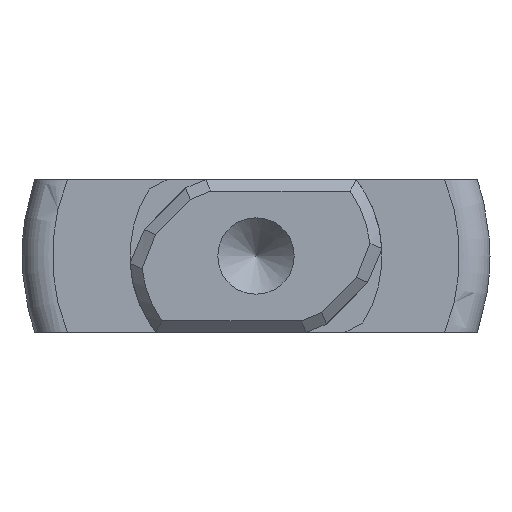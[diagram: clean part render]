
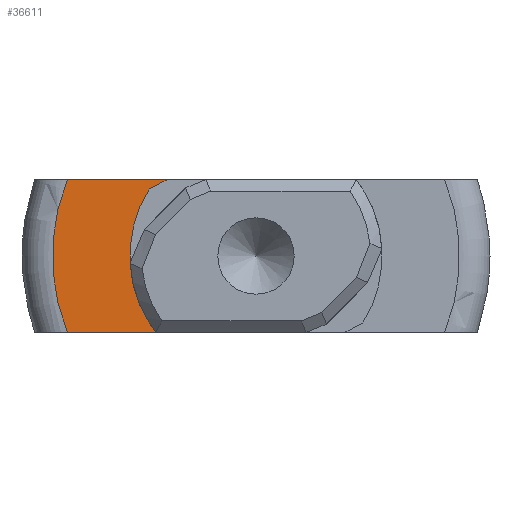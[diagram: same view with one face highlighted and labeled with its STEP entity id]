
A CAD part, left-side view. The second image highlights one B-rep face of the part: STEP entity #36611.
In plain terms, the highlighted planar face has unit normal (-1, 0, 0).
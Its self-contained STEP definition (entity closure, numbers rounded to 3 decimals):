
#722 = PLANE('',#723);
#723 = AXIS2_PLACEMENT_3D('',#724,#725,#726);
#724 = CARTESIAN_POINT('',(-6.25,-6.25,2.));
#725 = DIRECTION('',(0.,0.,1.));
#726 = DIRECTION('',(0.,1.,0.));
#15360 = VERTEX_POINT('',#15361);
#15361 = CARTESIAN_POINT('',(0.,4.94,2.));
#15395 = TOROIDAL_SURFACE('',#15396,5.329,0.8);
#15396 = AXIS2_PLACEMENT_3D('',#15397,#15398,#15399);
#15397 = CARTESIAN_POINT('',(0.8,0.,0.));
#15398 = DIRECTION('',(1.,0.,0.));
#15399 = DIRECTION('',(0.,0.,-1.));
#15429 = EDGE_CURVE('',#15360,#15430,#15432,.T.);
#15430 = VERTEX_POINT('',#15431);
#15431 = CARTESIAN_POINT('',(0.,2.327,2.));
#15432 = SURFACE_CURVE('',#15433,(#15437,#15444),.PCURVE_S1.);
#15433 = LINE('',#15434,#15435);
#15434 = CARTESIAN_POINT('',(0.,5.79,2.));
#15435 = VECTOR('',#15436,1.);
#15436 = DIRECTION('',(0.,-1.,0.));
#15437 = PCURVE('',#722,#15438);
#15438 = DEFINITIONAL_REPRESENTATION('',(#15439),#15443);
#15439 = LINE('',#15440,#15441);
#15440 = CARTESIAN_POINT('',(12.04,-6.25));
#15441 = VECTOR('',#15442,1.);
#15442 = DIRECTION('',(-1.,-0.));
#15443 = ( GEOMETRIC_REPRESENTATION_CONTEXT(2) 
PARAMETRIC_REPRESENTATION_CONTEXT() REPRESENTATION_CONTEXT('2D SPACE',''
  ) );
#15444 = PCURVE('',#15445,#15450);
#15445 = PLANE('',#15446);
#15446 = AXIS2_PLACEMENT_3D('',#15447,#15448,#15449);
#15447 = CARTESIAN_POINT('',(0.,5.329,
    0.));
#15448 = DIRECTION('',(-1.,0.,0.));
#15449 = DIRECTION('',(0.,0.,1.));
#15450 = DEFINITIONAL_REPRESENTATION('',(#15451),#15455);
#15451 = LINE('',#15452,#15453);
#15452 = CARTESIAN_POINT('',(2.,0.46));
#15453 = VECTOR('',#15454,1.);
#15454 = DIRECTION('',(0.,-1.));
#15455 = ( GEOMETRIC_REPRESENTATION_CONTEXT(2) 
PARAMETRIC_REPRESENTATION_CONTEXT() REPRESENTATION_CONTEXT('2D SPACE',''
  ) );
#15473 = PLANE('',#15474);
#15474 = AXIS2_PLACEMENT_3D('',#15475,#15476,#15477);
#15475 = CARTESIAN_POINT('',(-25.813,2.561,1.878));
#15476 = DIRECTION('',(0.,0.464,0.886
    ));
#15477 = DIRECTION('',(1.,0.,0.));
#32803 = PLANE('',#32804);
#32804 = AXIS2_PLACEMENT_3D('',#32805,#32806,#32807);
#32805 = CARTESIAN_POINT('',(-6.25,6.25,-2.));
#32806 = DIRECTION('',(0.,0.,-1.));
#32807 = DIRECTION('',(0.,-1.,0.));
#34892 = PLANE('',#34893);
#34893 = AXIS2_PLACEMENT_3D('',#34894,#34895,#34896);
#34894 = CARTESIAN_POINT('',(-25.813,2.561,-1.878));
#34895 = DIRECTION('',(0.,0.464,
    -0.886));
#34896 = DIRECTION('',(-1.,0.,0.));
#34912 = VERTEX_POINT('',#34913);
#34913 = CARTESIAN_POINT('',(0.,2.795,
    -1.755));
#34927 = CYLINDRICAL_SURFACE('',#34928,3.3);
#34928 = AXIS2_PLACEMENT_3D('',#34929,#34930,#34931);
#34929 = CARTESIAN_POINT('',(-25.813,0.,
    0.));
#34930 = DIRECTION('',(1.,0.,0.));
#34931 = DIRECTION('',(0.,1.,0.));
#34939 = EDGE_CURVE('',#34940,#34912,#34942,.T.);
#34940 = VERTEX_POINT('',#34941);
#34941 = CARTESIAN_POINT('',(0.,2.327,-2.));
#34942 = SURFACE_CURVE('',#34943,(#34947,#34954),.PCURVE_S1.);
#34943 = LINE('',#34944,#34945);
#34944 = CARTESIAN_POINT('',(0.,4.033,-1.107));
#34945 = VECTOR('',#34946,1.);
#34946 = DIRECTION('',(0.,0.886,0.464
    ));
#34947 = PCURVE('',#34892,#34948);
#34948 = DEFINITIONAL_REPRESENTATION('',(#34949),#34953);
#34949 = LINE('',#34950,#34951);
#34950 = CARTESIAN_POINT('',(-25.813,1.662));
#34951 = VECTOR('',#34952,1.);
#34952 = DIRECTION('',(0.,1.));
#34953 = ( GEOMETRIC_REPRESENTATION_CONTEXT(2) 
PARAMETRIC_REPRESENTATION_CONTEXT() REPRESENTATION_CONTEXT('2D SPACE',''
  ) );
#34954 = PCURVE('',#15445,#34955);
#34955 = DEFINITIONAL_REPRESENTATION('',(#34956),#34960);
#34956 = LINE('',#34957,#34958);
#34957 = CARTESIAN_POINT('',(-1.107,-1.296));
#34958 = VECTOR('',#34959,1.);
#34959 = DIRECTION('',(0.464,0.886));
#34960 = ( GEOMETRIC_REPRESENTATION_CONTEXT(2) 
PARAMETRIC_REPRESENTATION_CONTEXT() REPRESENTATION_CONTEXT('2D SPACE',''
  ) );
#35448 = EDGE_CURVE('',#34940,#35449,#35451,.T.);
#35449 = VERTEX_POINT('',#35450);
#35450 = CARTESIAN_POINT('',(0.,4.94,-2.));
#35451 = SURFACE_CURVE('',#35452,(#35456,#35463),.PCURVE_S1.);
#35452 = LINE('',#35453,#35454);
#35453 = CARTESIAN_POINT('',(0.,-0.46,-2.));
#35454 = VECTOR('',#35455,1.);
#35455 = DIRECTION('',(0.,1.,0.));
#35456 = PCURVE('',#32803,#35457);
#35457 = DEFINITIONAL_REPRESENTATION('',(#35458),#35462);
#35458 = LINE('',#35459,#35460);
#35459 = CARTESIAN_POINT('',(6.71,-6.25));
#35460 = VECTOR('',#35461,1.);
#35461 = DIRECTION('',(-1.,-0.));
#35462 = ( GEOMETRIC_REPRESENTATION_CONTEXT(2) 
PARAMETRIC_REPRESENTATION_CONTEXT() REPRESENTATION_CONTEXT('2D SPACE',''
  ) );
#35463 = PCURVE('',#15445,#35464);
#35464 = DEFINITIONAL_REPRESENTATION('',(#35465),#35469);
#35465 = LINE('',#35466,#35467);
#35466 = CARTESIAN_POINT('',(-2.,-5.79));
#35467 = VECTOR('',#35468,1.);
#35468 = DIRECTION('',(0.,1.));
#35469 = ( GEOMETRIC_REPRESENTATION_CONTEXT(2) 
PARAMETRIC_REPRESENTATION_CONTEXT() REPRESENTATION_CONTEXT('2D SPACE',''
  ) );
#36092 = EDGE_CURVE('',#36093,#15430,#36095,.T.);
#36093 = VERTEX_POINT('',#36094);
#36094 = CARTESIAN_POINT('',(0.,2.795,
    1.755));
#36095 = SURFACE_CURVE('',#36096,(#36100,#36107),.PCURVE_S1.);
#36096 = LINE('',#36097,#36098);
#36097 = CARTESIAN_POINT('',(0.,4.033,1.107));
#36098 = VECTOR('',#36099,1.);
#36099 = DIRECTION('',(0.,-0.886,
    0.464));
#36100 = PCURVE('',#15473,#36101);
#36101 = DEFINITIONAL_REPRESENTATION('',(#36102),#36106);
#36102 = LINE('',#36103,#36104);
#36103 = CARTESIAN_POINT('',(25.813,1.662));
#36104 = VECTOR('',#36105,1.);
#36105 = DIRECTION('',(0.,-1.));
#36106 = ( GEOMETRIC_REPRESENTATION_CONTEXT(2) 
PARAMETRIC_REPRESENTATION_CONTEXT() REPRESENTATION_CONTEXT('2D SPACE',''
  ) );
#36107 = PCURVE('',#15445,#36108);
#36108 = DEFINITIONAL_REPRESENTATION('',(#36109),#36113);
#36109 = LINE('',#36110,#36111);
#36110 = CARTESIAN_POINT('',(1.107,-1.296));
#36111 = VECTOR('',#36112,1.);
#36112 = DIRECTION('',(0.464,-0.886));
#36113 = ( GEOMETRIC_REPRESENTATION_CONTEXT(2) 
PARAMETRIC_REPRESENTATION_CONTEXT() REPRESENTATION_CONTEXT('2D SPACE',''
  ) );
#36142 = EDGE_CURVE('',#34912,#36093,#36143,.T.);
#36143 = SURFACE_CURVE('',#36144,(#36149,#36156),.PCURVE_S1.);
#36144 = CIRCLE('',#36145,3.3);
#36145 = AXIS2_PLACEMENT_3D('',#36146,#36147,#36148);
#36146 = CARTESIAN_POINT('',(0.,0.,
    0.));
#36147 = DIRECTION('',(1.,0.,0.));
#36148 = DIRECTION('',(0.,0.,1.));
#36149 = PCURVE('',#34927,#36150);
#36150 = DEFINITIONAL_REPRESENTATION('',(#36151),#36155);
#36151 = LINE('',#36152,#36153);
#36152 = CARTESIAN_POINT('',(1.571,25.813));
#36153 = VECTOR('',#36154,1.);
#36154 = DIRECTION('',(1.,0.));
#36155 = ( GEOMETRIC_REPRESENTATION_CONTEXT(2) 
PARAMETRIC_REPRESENTATION_CONTEXT() REPRESENTATION_CONTEXT('2D SPACE',''
  ) );
#36156 = PCURVE('',#15445,#36157);
#36157 = DEFINITIONAL_REPRESENTATION('',(#36158),#36166);
#36158 = ( BOUNDED_CURVE() B_SPLINE_CURVE(2,(#36159,#36160,#36161,#36162
    ,#36163,#36164,#36165),.UNSPECIFIED.,.T.,.F.) 
B_SPLINE_CURVE_WITH_KNOTS((1,2,2,2,2,1),(-2.094,0.,
    2.094,4.189,6.283,8.378),
.UNSPECIFIED.) CURVE() GEOMETRIC_REPRESENTATION_ITEM() 
RATIONAL_B_SPLINE_CURVE((1.,0.5,1.,0.5,1.,0.5,1.)) REPRESENTATION_ITEM(
  '') );
#36159 = CARTESIAN_POINT('',(3.3,-5.329));
#36160 = CARTESIAN_POINT('',(3.3,-11.045));
#36161 = CARTESIAN_POINT('',(-1.65,-8.187));
#36162 = CARTESIAN_POINT('',(-6.6,-5.329));
#36163 = CARTESIAN_POINT('',(-1.65,-2.471));
#36164 = CARTESIAN_POINT('',(3.3,0.387));
#36165 = CARTESIAN_POINT('',(3.3,-5.329));
#36166 = ( GEOMETRIC_REPRESENTATION_CONTEXT(2) 
PARAMETRIC_REPRESENTATION_CONTEXT() REPRESENTATION_CONTEXT('2D SPACE',''
  ) );
#36611 = ADVANCED_FACE('',(#36612),#15445,.T.);
#36612 = FACE_BOUND('',#36613,.T.);
#36613 = EDGE_LOOP('',(#36614,#36615,#36616,#36617,#36643,#36644));
#36614 = ORIENTED_EDGE('',*,*,#36142,.T.);
#36615 = ORIENTED_EDGE('',*,*,#36092,.T.);
#36616 = ORIENTED_EDGE('',*,*,#15429,.F.);
#36617 = ORIENTED_EDGE('',*,*,#36618,.F.);
#36618 = EDGE_CURVE('',#35449,#15360,#36619,.T.);
#36619 = SURFACE_CURVE('',#36620,(#36625,#36636),.PCURVE_S1.);
#36620 = CIRCLE('',#36621,5.329);
#36621 = AXIS2_PLACEMENT_3D('',#36622,#36623,#36624);
#36622 = CARTESIAN_POINT('',(0.,0.,0.)
  );
#36623 = DIRECTION('',(1.,0.,0.));
#36624 = DIRECTION('',(0.,0.,1.));
#36625 = PCURVE('',#15445,#36626);
#36626 = DEFINITIONAL_REPRESENTATION('',(#36627),#36635);
#36627 = ( BOUNDED_CURVE() B_SPLINE_CURVE(2,(#36628,#36629,#36630,#36631
    ,#36632,#36633,#36634),.UNSPECIFIED.,.T.,.F.) 
B_SPLINE_CURVE_WITH_KNOTS((1,2,2,2,2,1),(-2.094,0.,
    2.094,4.189,6.283,8.378),
.UNSPECIFIED.) CURVE() GEOMETRIC_REPRESENTATION_ITEM() 
RATIONAL_B_SPLINE_CURVE((1.,0.5,1.,0.5,1.,0.5,1.)) REPRESENTATION_ITEM(
  '') );
#36628 = CARTESIAN_POINT('',(5.329,-5.329));
#36629 = CARTESIAN_POINT('',(5.329,-14.56));
#36630 = CARTESIAN_POINT('',(-2.665,-9.945));
#36631 = CARTESIAN_POINT('',(-10.659,-5.329));
#36632 = CARTESIAN_POINT('',(-2.665,-0.714));
#36633 = CARTESIAN_POINT('',(5.329,3.901));
#36634 = CARTESIAN_POINT('',(5.329,-5.329));
#36635 = ( GEOMETRIC_REPRESENTATION_CONTEXT(2) 
PARAMETRIC_REPRESENTATION_CONTEXT() REPRESENTATION_CONTEXT('2D SPACE',''
  ) );
#36636 = PCURVE('',#15395,#36637);
#36637 = DEFINITIONAL_REPRESENTATION('',(#36638),#36642);
#36638 = LINE('',#36639,#36640);
#36639 = CARTESIAN_POINT('',(-3.142,4.712));
#36640 = VECTOR('',#36641,1.);
#36641 = DIRECTION('',(1.,0.));
#36642 = ( GEOMETRIC_REPRESENTATION_CONTEXT(2) 
PARAMETRIC_REPRESENTATION_CONTEXT() REPRESENTATION_CONTEXT('2D SPACE',''
  ) );
#36643 = ORIENTED_EDGE('',*,*,#35448,.F.);
#36644 = ORIENTED_EDGE('',*,*,#34939,.T.);
